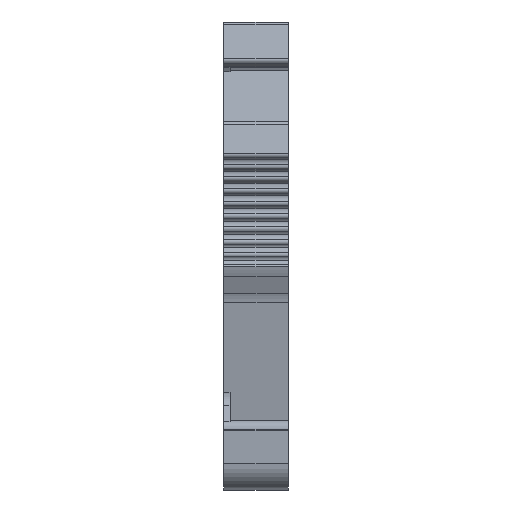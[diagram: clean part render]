
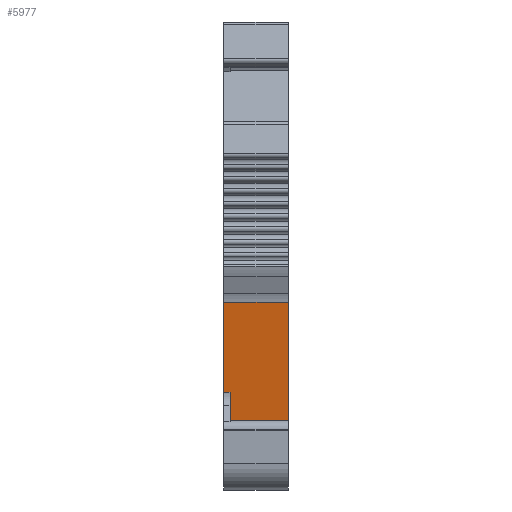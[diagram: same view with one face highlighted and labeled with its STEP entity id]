
A CAD part, left-side view. The second image highlights one B-rep face of the part: STEP entity #5977.
In plain terms, the highlighted planar face has unit normal (-0.986, 0, -0.168).
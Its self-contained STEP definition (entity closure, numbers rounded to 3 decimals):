
#1170=ORIENTED_EDGE('',*,*,#2901,.F.);
#1171=ORIENTED_EDGE('',*,*,#2769,.F.);
#1172=ORIENTED_EDGE('',*,*,#2902,.F.);
#1173=ORIENTED_EDGE('',*,*,#2903,.T.);
#1174=ORIENTED_EDGE('',*,*,#2904,.T.);
#1175=ORIENTED_EDGE('',*,*,#2737,.T.);
#2737=EDGE_CURVE('',#3610,#3609,#4184,.T.);
#2769=EDGE_CURVE('',#3637,#3638,#4198,.T.);
#2901=EDGE_CURVE('',#3638,#3609,#4242,.T.);
#2902=EDGE_CURVE('',#3750,#3637,#4243,.T.);
#2903=EDGE_CURVE('',#3750,#3751,#4244,.T.);
#2904=EDGE_CURVE('',#3751,#3610,#4245,.T.);
#3609=VERTEX_POINT('',#9373);
#3610=VERTEX_POINT('',#9375);
#3637=VERTEX_POINT('',#9434);
#3638=VERTEX_POINT('',#9436);
#3750=VERTEX_POINT('',#9682);
#3751=VERTEX_POINT('',#9684);
#4184=LINE('',#9374,#4792);
#4198=LINE('',#9435,#4806);
#4242=LINE('',#9680,#4850);
#4243=LINE('',#9681,#4851);
#4244=LINE('',#9683,#4852);
#4245=LINE('',#9685,#4853);
#4792=VECTOR('',#7449,1000.);
#4806=VECTOR('',#7501,1000.);
#4850=VECTOR('',#7723,1000.);
#4851=VECTOR('',#7724,1000.);
#4852=VECTOR('',#7725,1000.);
#4853=VECTOR('',#7726,1000.);
#5182=EDGE_LOOP('',(#1170,#1171,#1172,#1173,#1174,#1175));
#5496=FACE_BOUND('',#5182,.T.);
#5797=PLANE('',#6519);
#5977=ADVANCED_FACE('',(#5496),#5797,.F.);
#6519=AXIS2_PLACEMENT_3D('',#9679,#7721,#7722);
#7449=DIRECTION('',(-0.168,0.,0.986));
#7501=DIRECTION('',(-0.168,0.,0.986));
#7721=DIRECTION('',(0.986,0.,0.168));
#7722=DIRECTION('',(0.168,0.,-0.986));
#7723=DIRECTION('',(0.,-1.,0.));
#7724=DIRECTION('',(0.,1.,0.));
#7725=DIRECTION('',(0.168,0.,-0.986));
#7726=DIRECTION('',(0.,-1.,0.));
#9373=CARTESIAN_POINT('',(-34.235,-2.15,-3.257));
#9374=CARTESIAN_POINT('',(-34.235,-2.15,-3.257));
#9375=CARTESIAN_POINT('',(-32.244,-2.15,-14.944));
#9434=CARTESIAN_POINT('',(-33.054,2.85,-10.189));
#9435=CARTESIAN_POINT('',(-33.809,2.85,-5.76));
#9436=CARTESIAN_POINT('',(-34.235,2.85,-3.257));
#9679=CARTESIAN_POINT('',(-34.235,18.002,-3.257));
#9680=CARTESIAN_POINT('',(-34.235,18.002,-3.257));
#9681=CARTESIAN_POINT('',(-33.054,2.35,-10.189));
#9682=CARTESIAN_POINT('',(-33.054,2.35,-10.189));
#9683=CARTESIAN_POINT('',(-32.244,2.35,-14.944));
#9684=CARTESIAN_POINT('',(-32.244,2.35,-14.944));
#9685=CARTESIAN_POINT('',(-32.244,18.002,-14.944));
